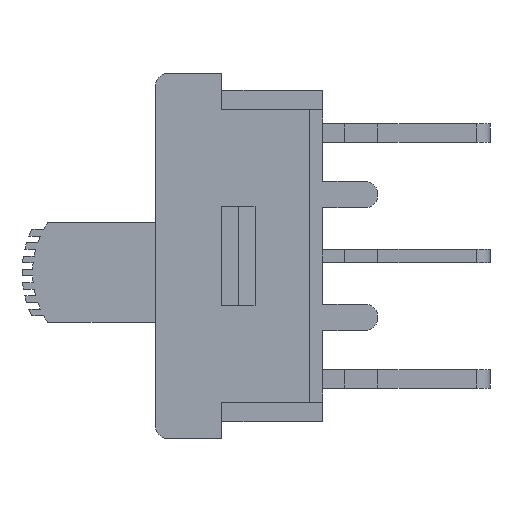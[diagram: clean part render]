
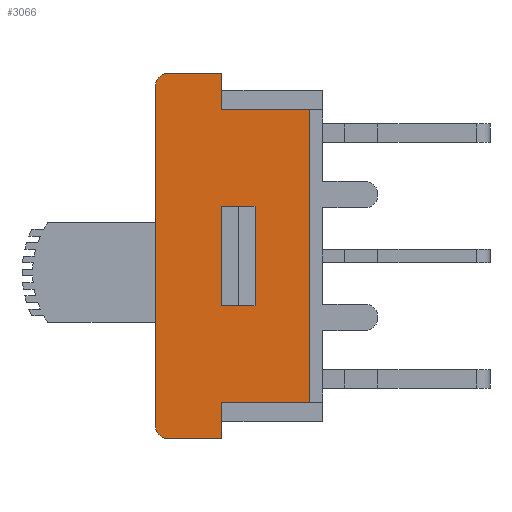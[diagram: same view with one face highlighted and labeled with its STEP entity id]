
A CAD part, left-side view. The second image highlights one B-rep face of the part: STEP entity #3066.
In plain terms, the highlighted face is planar.
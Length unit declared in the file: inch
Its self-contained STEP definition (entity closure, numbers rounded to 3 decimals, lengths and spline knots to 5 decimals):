
#49=CIRCLE('',#3276,0.02);
#50=CIRCLE('',#3278,0.02);
#384=ORIENTED_EDGE('',*,*,#1166,.F.);
#385=ORIENTED_EDGE('',*,*,#1167,.F.);
#386=ORIENTED_EDGE('',*,*,#1156,.T.);
#387=ORIENTED_EDGE('',*,*,#1160,.T.);
#388=ORIENTED_EDGE('',*,*,#1165,.T.);
#389=ORIENTED_EDGE('',*,*,#1157,.T.);
#390=ORIENTED_EDGE('',*,*,#1145,.T.);
#391=ORIENTED_EDGE('',*,*,#1168,.F.);
#392=ORIENTED_EDGE('',*,*,#1169,.F.);
#393=ORIENTED_EDGE('',*,*,#1147,.T.);
#394=ORIENTED_EDGE('',*,*,#1170,.F.);
#395=ORIENTED_EDGE('',*,*,#1171,.T.);
#396=ORIENTED_EDGE('',*,*,#1172,.T.);
#397=ORIENTED_EDGE('',*,*,#1173,.T.);
#1145=EDGE_CURVE('',#1559,#1558,#1889,.T.);
#1147=EDGE_CURVE('',#1560,#1561,#1891,.T.);
#1156=EDGE_CURVE('',#1566,#1567,#1900,.T.);
#1157=EDGE_CURVE('',#1568,#1559,#49,.T.);
#1160=EDGE_CURVE('',#1567,#1569,#50,.T.);
#1165=EDGE_CURVE('',#1569,#1568,#1907,.T.);
#1166=EDGE_CURVE('',#1574,#1561,#1908,.T.);
#1167=EDGE_CURVE('',#1566,#1574,#1909,.T.);
#1168=EDGE_CURVE('',#1575,#1558,#1910,.T.);
#1169=EDGE_CURVE('',#1560,#1575,#1911,.T.);
#1170=EDGE_CURVE('',#1576,#1577,#1912,.T.);
#1171=EDGE_CURVE('',#1576,#1578,#1913,.T.);
#1172=EDGE_CURVE('',#1578,#1579,#1914,.T.);
#1173=EDGE_CURVE('',#1579,#1577,#1915,.T.);
#1558=VERTEX_POINT('',#4519);
#1559=VERTEX_POINT('',#4521);
#1560=VERTEX_POINT('',#4525);
#1561=VERTEX_POINT('',#4526);
#1566=VERTEX_POINT('',#4540);
#1567=VERTEX_POINT('',#4542);
#1568=VERTEX_POINT('',#4546);
#1569=VERTEX_POINT('',#4550);
#1574=VERTEX_POINT('',#4564);
#1575=VERTEX_POINT('',#4567);
#1576=VERTEX_POINT('',#4570);
#1577=VERTEX_POINT('',#4571);
#1578=VERTEX_POINT('',#4573);
#1579=VERTEX_POINT('',#4575);
#1889=LINE('',#4520,#2289);
#1891=LINE('',#4524,#2291);
#1900=LINE('',#4543,#2300);
#1907=LINE('',#4561,#2307);
#1908=LINE('',#4563,#2308);
#1909=LINE('',#4565,#2309);
#1910=LINE('',#4566,#2310);
#1911=LINE('',#4568,#2311);
#1912=LINE('',#4569,#2312);
#1913=LINE('',#4572,#2313);
#1914=LINE('',#4574,#2314);
#1915=LINE('',#4576,#2315);
#2289=VECTOR('',#3653,39.37008);
#2291=VECTOR('',#3657,39.37008);
#2300=VECTOR('',#3670,39.37008);
#2307=VECTOR('',#3687,39.37008);
#2308=VECTOR('',#3690,39.37008);
#2309=VECTOR('',#3691,39.37008);
#2310=VECTOR('',#3692,39.37008);
#2311=VECTOR('',#3693,39.37008);
#2312=VECTOR('',#3694,39.37008);
#2313=VECTOR('',#3695,39.37008);
#2314=VECTOR('',#3696,39.37008);
#2315=VECTOR('',#3697,39.37008);
#2616=EDGE_LOOP('',(#384,#385,#386,#387,#388,#389,#390,#391,#392,#393));
#2617=EDGE_LOOP('',(#394,#395,#396,#397));
#2776=FACE_BOUND('',#2616,.T.);
#2777=FACE_BOUND('',#2617,.T.);
#2930=PLANE('',#3280);
#3066=ADVANCED_FACE('',(#2776,#2777),#2930,.T.);
#3276=AXIS2_PLACEMENT_3D('',#4545,#3673,#3674);
#3278=AXIS2_PLACEMENT_3D('',#4551,#3679,#3680);
#3280=AXIS2_PLACEMENT_3D('',#4562,#3688,#3689);
#3653=DIRECTION('',(0.,-1.,0.));
#3657=DIRECTION('',(1.,0.,0.));
#3670=DIRECTION('',(0.,1.,0.));
#3673=DIRECTION('',(0.,0.,1.));
#3674=DIRECTION('',(1.,0.,0.));
#3679=DIRECTION('',(0.,0.,1.));
#3680=DIRECTION('',(1.,0.,0.));
#3687=DIRECTION('',(-1.,0.,0.));
#3688=DIRECTION('',(0.,0.,1.));
#3689=DIRECTION('',(1.,0.,0.));
#3690=DIRECTION('',(0.,-1.,0.));
#3691=DIRECTION('',(-1.,0.,0.));
#3692=DIRECTION('',(-1.,0.,0.));
#3693=DIRECTION('',(0.,1.,0.));
#3694=DIRECTION('',(0.,1.,0.));
#3695=DIRECTION('',(-1.,0.,0.));
#3696=DIRECTION('',(0.,1.,0.));
#3697=DIRECTION('',(1.,0.,0.));
#4519=CARTESIAN_POINT('',(-0.2755,-0.1,0.138));
#4520=CARTESIAN_POINT('',(-0.2755,-0.02,0.138));
#4521=CARTESIAN_POINT('',(-0.2755,-0.02,0.138));
#4524=CARTESIAN_POINT('',(-0.2755,-0.232,0.138));
#4525=CARTESIAN_POINT('',(-0.22,-0.232,0.138));
#4526=CARTESIAN_POINT('',(0.22,-0.232,0.138));
#4540=CARTESIAN_POINT('',(0.2755,-0.1,0.138));
#4542=CARTESIAN_POINT('',(0.2755,-0.02,0.138));
#4543=CARTESIAN_POINT('',(0.2755,-0.232,0.138));
#4545=CARTESIAN_POINT('',(-0.2555,-0.02,0.138));
#4546=CARTESIAN_POINT('',(-0.2555,0.,0.138));
#4550=CARTESIAN_POINT('',(0.2555,0.,0.138));
#4551=CARTESIAN_POINT('',(0.2555,-0.02,0.138));
#4561=CARTESIAN_POINT('',(0.2555,0.,0.138));
#4562=CARTESIAN_POINT('',(-0.2555,-0.02,0.138));
#4563=CARTESIAN_POINT('',(0.22,-0.02,0.138));
#4564=CARTESIAN_POINT('',(0.22,-0.1,0.138));
#4565=CARTESIAN_POINT('',(-0.2555,-0.1,0.138));
#4566=CARTESIAN_POINT('',(-0.2555,-0.1,0.138));
#4567=CARTESIAN_POINT('',(-0.22,-0.1,0.138));
#4568=CARTESIAN_POINT('',(-0.22,-0.02,0.138));
#4569=CARTESIAN_POINT('',(0.075,-0.02,0.138));
#4570=CARTESIAN_POINT('',(0.075,-0.15,0.138));
#4571=CARTESIAN_POINT('',(0.075,-0.1,0.138));
#4572=CARTESIAN_POINT('',(-0.2555,-0.15,0.138));
#4573=CARTESIAN_POINT('',(-0.075,-0.15,0.138));
#4574=CARTESIAN_POINT('',(-0.075,-0.02,0.138));
#4575=CARTESIAN_POINT('',(-0.075,-0.1,0.138));
#4576=CARTESIAN_POINT('',(-0.2555,-0.1,0.138));
